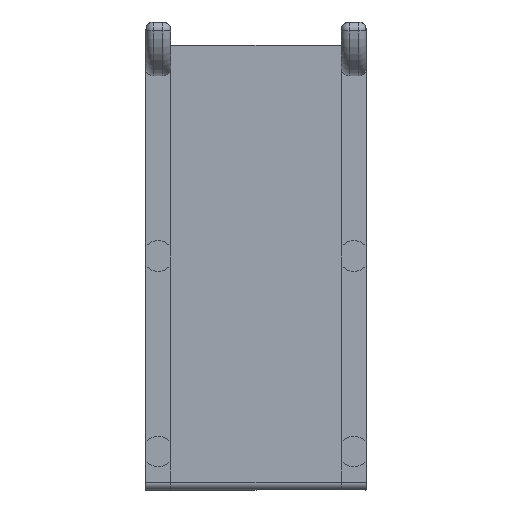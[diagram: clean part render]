
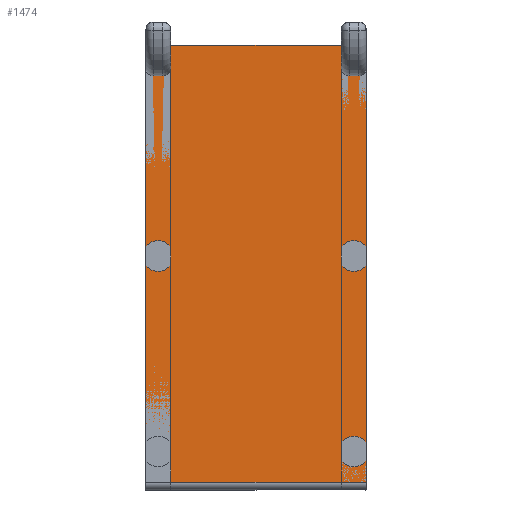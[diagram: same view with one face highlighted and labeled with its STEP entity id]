
A CAD part, left-side view. The second image highlights one B-rep face of the part: STEP entity #1474.
In plain terms, the highlighted planar face has unit normal (-1, 0, 0).
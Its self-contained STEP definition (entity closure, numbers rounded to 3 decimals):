
#108=PLANE('',#1620);
#184=FACE_OUTER_BOUND('',#275,.T.);
#275=EDGE_LOOP('',(#1372,#1373,#1374,#1375));
#372=LINE('',#2365,#521);
#397=LINE('',#2420,#546);
#399=LINE('',#2424,#548);
#424=LINE('',#2476,#573);
#521=VECTOR('',#1917,10.);
#546=VECTOR('',#1952,10.);
#548=VECTOR('',#1956,10.);
#573=VECTOR('',#2035,10.);
#730=VERTEX_POINT('',#2362);
#731=VERTEX_POINT('',#2364);
#756=VERTEX_POINT('',#2418);
#757=VERTEX_POINT('',#2422);
#908=EDGE_CURVE('',#731,#730,#372,.T.);
#936=EDGE_CURVE('',#756,#730,#397,.T.);
#938=EDGE_CURVE('',#756,#757,#399,.T.);
#963=EDGE_CURVE('',#757,#731,#424,.T.);
#1372=ORIENTED_EDGE('',*,*,#936,.F.);
#1373=ORIENTED_EDGE('',*,*,#938,.T.);
#1374=ORIENTED_EDGE('',*,*,#963,.T.);
#1375=ORIENTED_EDGE('',*,*,#908,.T.);
#1474=ADVANCED_FACE('',(#184),#108,.T.);
#1620=AXIS2_PLACEMENT_3D('',#2477,#2036,#2037);
#1917=DIRECTION('',(0.,0.,-1.));
#1952=DIRECTION('',(0.,1.,0.));
#1956=DIRECTION('',(0.,0.,1.));
#2035=DIRECTION('',(0.,1.,0.));
#2036=DIRECTION('center_axis',(-1.,0.,0.));
#2037=DIRECTION('ref_axis',(0.,0.,1.));
#2362=CARTESIAN_POINT('',(0.,10.6,1.));
#2364=CARTESIAN_POINT('',(0.,10.6,57.8));
#2365=CARTESIAN_POINT('',(0.,10.6,57.8));
#2418=CARTESIAN_POINT('',(0.,-18.,1.));
#2420=CARTESIAN_POINT('',(0.,3.45,1.));
#2422=CARTESIAN_POINT('',(0.,-18.,57.8));
#2424=CARTESIAN_POINT('',(0.,-18.,0.));
#2476=CARTESIAN_POINT('',(0.,-18.,57.8));
#2477=CARTESIAN_POINT('Origin',(0.,-3.7,28.9));
